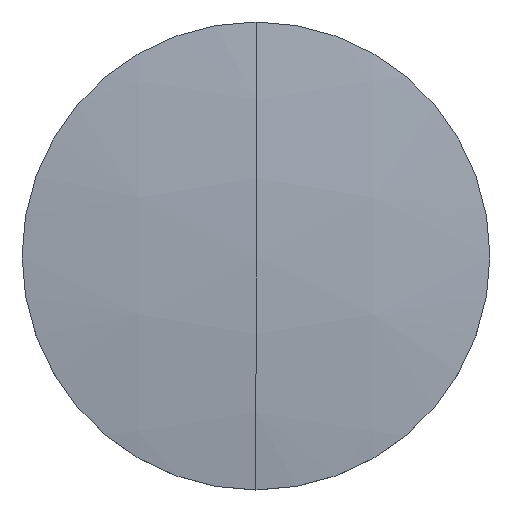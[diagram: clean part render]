
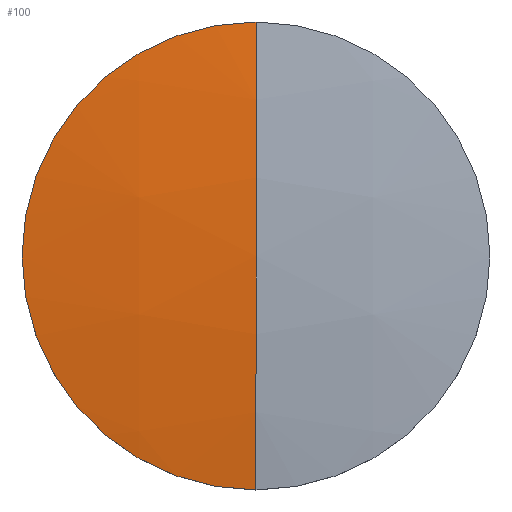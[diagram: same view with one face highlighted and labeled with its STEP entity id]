
A CAD part, top view. The second image highlights one B-rep face of the part: STEP entity #100.
In plain terms, the highlighted spherical face has radius 90.13 mm.
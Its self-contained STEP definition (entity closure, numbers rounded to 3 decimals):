
#7 = CARTESIAN_POINT ( 'NONE',  ( 0., 0., -88.685 ) ) ;
#8 = AXIS2_PLACEMENT_3D ( 'NONE', #7, #95, #94 ) ;
#9 = CIRCLE ( 'NONE', #8, 90.13 ) ;
#18 = EDGE_CURVE ( 'NONE', #65, #169, #143, .T. ) ;
#38 = CARTESIAN_POINT ( 'NONE',  ( 0., 0., 0.546 ) ) ;
#52 = EDGE_CURVE ( 'NONE', #169, #53, #133, .T. ) ;
#53 = VERTEX_POINT ( 'NONE', #135 ) ;
#54 = ORIENTED_EDGE ( 'NONE', *, *, #170, .T. ) ;
#56 = DIRECTION ( 'NONE',  ( 1., 0., 0. ) ) ;
#65 = VERTEX_POINT ( 'NONE', #161 ) ;
#79 = FACE_OUTER_BOUND ( 'NONE', #104, .T. ) ;
#83 = ORIENTED_EDGE ( 'NONE', *, *, #52, .T. ) ;
#84 = ORIENTED_EDGE ( 'NONE', *, *, #85, .F. ) ;
#85 = EDGE_CURVE ( 'NONE', #65, #171, #9, .T. ) ;
#94 = DIRECTION ( 'NONE',  ( 0., 0., -1. ) ) ;
#95 = DIRECTION ( 'NONE',  ( 1., 0., 0. ) ) ;
#100 = ADVANCED_FACE ( 'NONE', ( #79 ), #176, .T. ) ;
#101 = DIRECTION ( 'NONE',  ( 0., 0., 1. ) ) ;
#102 = AXIS2_PLACEMENT_3D ( 'NONE', #156, #101, #56 ) ;
#104 = EDGE_LOOP ( 'NONE', ( #105, #83, #54, #84 ) ) ;
#105 = ORIENTED_EDGE ( 'NONE', *, *, #18, .T. ) ;
#130 = DIRECTION ( 'NONE',  ( 1., 0., 0. ) ) ;
#131 = DIRECTION ( 'NONE',  ( 0., 0., 1. ) ) ;
#132 = AXIS2_PLACEMENT_3D ( 'NONE', #38, #131, #130 ) ;
#133 = CIRCLE ( 'NONE', #132, 12.7 ) ;
#135 = CARTESIAN_POINT ( 'NONE',  ( 0., -12.7, 0.546 ) ) ;
#143 = CIRCLE ( 'NONE', #102, 12.7 ) ;
#156 = CARTESIAN_POINT ( 'NONE',  ( 0., 0., 0.546 ) ) ;
#161 = CARTESIAN_POINT ( 'NONE',  ( 0., 12.7, 0.546 ) ) ;
#169 = VERTEX_POINT ( 'NONE', #200 ) ;
#170 = EDGE_CURVE ( 'NONE', #53, #171, #246, .T. ) ;
#171 = VERTEX_POINT ( 'NONE', #242 ) ;
#175 = DIRECTION ( 'NONE',  ( -1., 0., 0. ) ) ;
#176 = SPHERICAL_SURFACE ( 'NONE', #216, 90.13 ) ;
#189 = DIRECTION ( 'NONE',  ( 0., 1., 0. ) ) ;
#199 = CARTESIAN_POINT ( 'NONE',  ( 0., 0., -88.685 ) ) ;
#200 = CARTESIAN_POINT ( 'NONE',  ( -12.7, 0., 0.546 ) ) ;
#216 = AXIS2_PLACEMENT_3D ( 'NONE', #247, #175, #189 ) ;
#242 = CARTESIAN_POINT ( 'NONE',  ( 0., 0., 1.445 ) ) ;
#243 = DIRECTION ( 'NONE',  ( 0., -1., 0. ) ) ;
#244 = DIRECTION ( 'NONE',  ( -1., 0., 0. ) ) ;
#245 = AXIS2_PLACEMENT_3D ( 'NONE', #199, #244, #243 ) ;
#246 = CIRCLE ( 'NONE', #245, 90.13 ) ;
#247 = CARTESIAN_POINT ( 'NONE',  ( 0., 0., -88.685 ) ) ;
